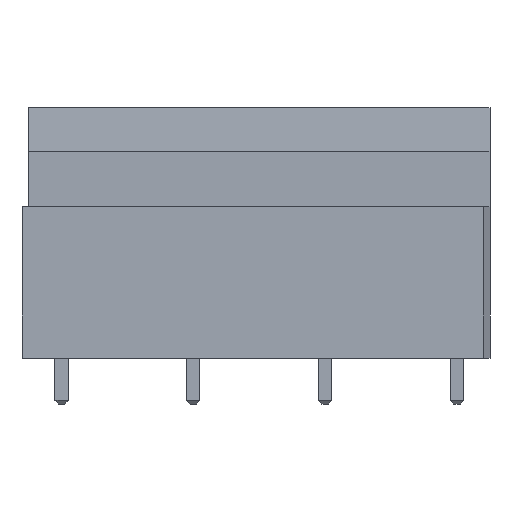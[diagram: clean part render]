
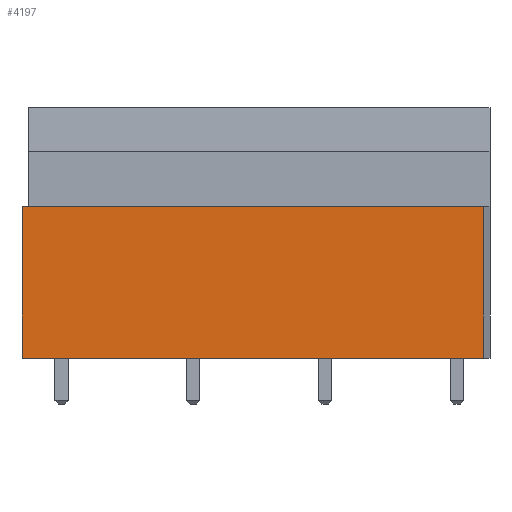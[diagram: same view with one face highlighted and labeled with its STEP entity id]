
A CAD part, front view. The second image highlights one B-rep face of the part: STEP entity #4197.
In plain terms, the highlighted planar face has unit normal (0, -1, 0).
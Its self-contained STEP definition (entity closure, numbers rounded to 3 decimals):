
#1040=DIRECTION('',(1.,0.,0.));
#1041=VECTOR('',#1040,35.);
#1042=CARTESIAN_POINT('',(-18.,-5.,-19.));
#1043=LINE('',#1042,#1041);
#1194=DIRECTION('',(0.,0.,-1.));
#1195=VECTOR('',#1194,11.5);
#1196=CARTESIAN_POINT('',(-18.,-5.,-7.5));
#1197=LINE('',#1196,#1195);
#1201=DIRECTION('',(1.,0.,0.));
#1202=VECTOR('',#1201,35.);
#1203=CARTESIAN_POINT('',(-18.,-5.,-7.5));
#1204=LINE('',#1203,#1202);
#1208=DIRECTION('',(0.,0.,-1.));
#1209=VECTOR('',#1208,11.5);
#1210=CARTESIAN_POINT('',(17.,-5.,-7.5));
#1211=LINE('',#1210,#1209);
#3013=CARTESIAN_POINT('',(17.,-5.,-7.5));
#3014=VERTEX_POINT('',#3013);
#3015=CARTESIAN_POINT('',(17.,-5.,-19.));
#3016=VERTEX_POINT('',#3015);
#3032=CARTESIAN_POINT('',(-18.,-5.,-7.5));
#3034=VERTEX_POINT('',#3032);
#3040=CARTESIAN_POINT('',(-18.,-5.,-19.));
#3042=VERTEX_POINT('',#3040);
#4185=CARTESIAN_POINT('',(-17.5,-5.,-7.5));
#4186=DIRECTION('',(0.,-1.,0.));
#4187=DIRECTION('',(0.,0.,-1.));
#4188=AXIS2_PLACEMENT_3D('',#4185,#4186,#4187);
#4189=PLANE('',#4188);
#4190=ORIENTED_EDGE('',*,*,#4104,.F.);
#4191=ORIENTED_EDGE('',*,*,#4178,.F.);
#4192=ORIENTED_EDGE('',*,*,#3415,.T.);
#4194=ORIENTED_EDGE('',*,*,#4193,.T.);
#4195=EDGE_LOOP('',(#4190,#4191,#4192,#4194));
#4196=FACE_OUTER_BOUND('',#4195,.F.);
#4197=ADVANCED_FACE('',(#4196),#4189,.T.);
#3415=EDGE_CURVE('',#3034,#3014,#1204,.T.);
#4104=EDGE_CURVE('',#3042,#3016,#1043,.T.);
#4178=EDGE_CURVE('',#3034,#3042,#1197,.T.);
#4193=EDGE_CURVE('',#3014,#3016,#1211,.T.);
